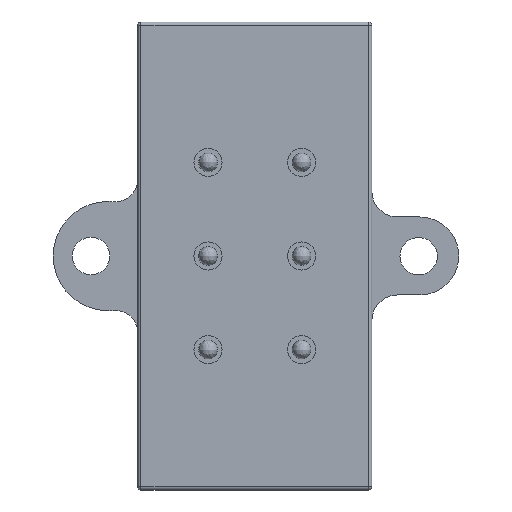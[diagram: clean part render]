
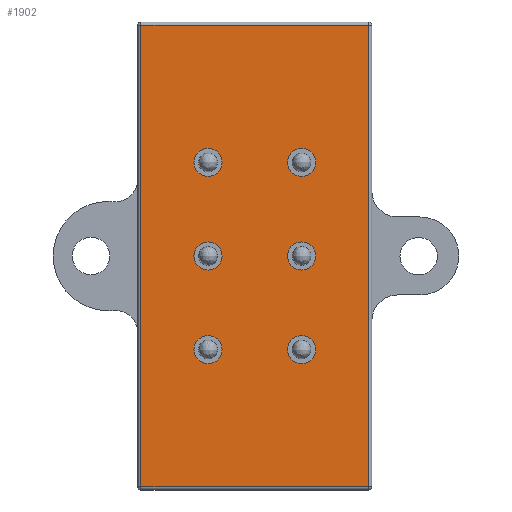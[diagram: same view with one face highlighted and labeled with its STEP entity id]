
A CAD part, front view. The second image highlights one B-rep face of the part: STEP entity #1902.
In plain terms, the highlighted planar face has unit normal (0, -1, 0).
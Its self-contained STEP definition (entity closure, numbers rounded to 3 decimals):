
#31 = CARTESIAN_POINT ( 'NONE',  ( 3., 0., -6.9 ) ) ;
#32 = ORIENTED_EDGE ( 'NONE', *, *, #9993, .F. ) ;
#129 = EDGE_LOOP ( 'NONE', ( #13006, #10628 ) ) ;
#438 = CIRCLE ( 'NONE', #11141, 0.9 ) ;
#557 = DIRECTION ( 'NONE',  ( 1., 0., 0. ) ) ;
#655 = DIRECTION ( 'NONE',  ( 0., 0., -1. ) ) ;
#668 = VERTEX_POINT ( 'NONE', #3876 ) ;
#674 = CARTESIAN_POINT ( 'NONE',  ( 3., 0., 0. ) ) ;
#738 = DIRECTION ( 'NONE',  ( 0., 0., -1. ) ) ;
#841 = VECTOR ( 'NONE', #2123, 1000. ) ;
#874 = EDGE_CURVE ( 'NONE', #668, #3784, #2131, .T. ) ;
#888 = DIRECTION ( 'NONE',  ( 0., -1., 0. ) ) ;
#950 = FACE_OUTER_BOUND ( 'NONE', #2701, .T. ) ;
#1020 = PLANE ( 'NONE',  #14296 ) ;
#1369 = DIRECTION ( 'NONE',  ( 0., -1., 0. ) ) ;
#1575 = CIRCLE ( 'NONE', #11793, 0.9 ) ;
#1681 = VERTEX_POINT ( 'NONE', #6108 ) ;
#1753 = LINE ( 'NONE', #6070, #11492 ) ;
#1759 = VERTEX_POINT ( 'NONE', #12925 ) ;
#1774 = CARTESIAN_POINT ( 'NONE',  ( 3., 0., -6. ) ) ;
#1883 = VERTEX_POINT ( 'NONE', #12188 ) ;
#1902 = ADVANCED_FACE ( 'NONE', ( #950, #5488, #10035, #3267, #13434, #7826, #12334 ), #1020, .F. ) ;
#1945 = CARTESIAN_POINT ( 'NONE',  ( -3., 0., 6. ) ) ;
#2026 = DIRECTION ( 'NONE',  ( 0., -1., 0. ) ) ;
#2057 = LINE ( 'NONE', #8890, #841 ) ;
#2106 = EDGE_CURVE ( 'NONE', #3784, #668, #12193, .T. ) ;
#2123 = DIRECTION ( 'NONE',  ( 0., 0., 1. ) ) ;
#2131 = CIRCLE ( 'NONE', #12815, 0.9 ) ;
#2143 = VERTEX_POINT ( 'NONE', #4810 ) ;
#2147 = CARTESIAN_POINT ( 'NONE',  ( 0., 0., 0. ) ) ;
#2302 = CARTESIAN_POINT ( 'NONE',  ( -3., 0., -6. ) ) ;
#2379 = CARTESIAN_POINT ( 'NONE',  ( 3., 0., -0.9 ) ) ;
#2497 = CIRCLE ( 'NONE', #10828, 0.9 ) ;
#2583 = CIRCLE ( 'NONE', #10909, 0.9 ) ;
#2701 = EDGE_LOOP ( 'NONE', ( #8048, #9128, #3644, #4420 ) ) ;
#2755 = VECTOR ( 'NONE', #4335, 1000. ) ;
#2880 = VERTEX_POINT ( 'NONE', #10254 ) ;
#2946 = VERTEX_POINT ( 'NONE', #8255 ) ;
#3128 = VERTEX_POINT ( 'NONE', #5620 ) ;
#3267 = FACE_BOUND ( 'NONE', #13940, .T. ) ;
#3485 = ORIENTED_EDGE ( 'NONE', *, *, #6086, .F. ) ;
#3644 = ORIENTED_EDGE ( 'NONE', *, *, #4119, .F. ) ;
#3784 = VERTEX_POINT ( 'NONE', #6861 ) ;
#3811 = CARTESIAN_POINT ( 'NONE',  ( -3., 0., -5.1 ) ) ;
#3835 = DIRECTION ( 'NONE',  ( 0., -1., 0. ) ) ;
#3876 = CARTESIAN_POINT ( 'NONE',  ( -3., 0., -0.9 ) ) ;
#3976 = EDGE_CURVE ( 'NONE', #2880, #5733, #14448, .T. ) ;
#4009 = CARTESIAN_POINT ( 'NONE',  ( -3., 0., 5.1 ) ) ;
#4088 = DIRECTION ( 'NONE',  ( 0., 0., 1. ) ) ;
#4119 = EDGE_CURVE ( 'NONE', #1883, #1681, #1753, .T. ) ;
#4298 = CIRCLE ( 'NONE', #8602, 0.9 ) ;
#4335 = DIRECTION ( 'NONE',  ( 0., 0., -1. ) ) ;
#4420 = ORIENTED_EDGE ( 'NONE', *, *, #12688, .F. ) ;
#4684 = ORIENTED_EDGE ( 'NONE', *, *, #8733, .F. ) ;
#4703 = EDGE_CURVE ( 'NONE', #7156, #1759, #2583, .T. ) ;
#4726 = AXIS2_PLACEMENT_3D ( 'NONE', #1774, #10863, #655 ) ;
#4810 = CARTESIAN_POINT ( 'NONE',  ( -3., 0., 6.9 ) ) ;
#4891 = DIRECTION ( 'NONE',  ( 0., -1., 0. ) ) ;
#4913 = DIRECTION ( 'NONE',  ( 0., 0., -1. ) ) ;
#4926 = CIRCLE ( 'NONE', #8743, 0.9 ) ;
#5023 = DIRECTION ( 'NONE',  ( 0., 0., -1. ) ) ;
#5100 = CARTESIAN_POINT ( 'NONE',  ( 3., 0., 6. ) ) ;
#5311 = DIRECTION ( 'NONE',  ( 0., 0., -1. ) ) ;
#5488 = FACE_BOUND ( 'NONE', #7039, .T. ) ;
#5499 = VERTEX_POINT ( 'NONE', #4009 ) ;
#5620 = CARTESIAN_POINT ( 'NONE',  ( 3., 0., -5.1 ) ) ;
#5627 = ORIENTED_EDGE ( 'NONE', *, *, #8259, .F. ) ;
#5733 = VERTEX_POINT ( 'NONE', #11352 ) ;
#5779 = AXIS2_PLACEMENT_3D ( 'NONE', #1945, #2026, #6502 ) ;
#5861 = CARTESIAN_POINT ( 'NONE',  ( -3., 0., 0. ) ) ;
#6034 = CARTESIAN_POINT ( 'NONE',  ( 3., 0., 6. ) ) ;
#6070 = CARTESIAN_POINT ( 'NONE',  ( 0., 0., 14.8 ) ) ;
#6086 = EDGE_CURVE ( 'NONE', #2143, #5499, #8423, .T. ) ;
#6108 = CARTESIAN_POINT ( 'NONE',  ( 7.3, 0., 14.8 ) ) ;
#6274 = CARTESIAN_POINT ( 'NONE',  ( 3., 0., 5.1 ) ) ;
#6502 = DIRECTION ( 'NONE',  ( 0., 0., -1. ) ) ;
#6703 = DIRECTION ( 'NONE',  ( 0., 1., 0. ) ) ;
#6767 = DIRECTION ( 'NONE',  ( -1., 0., 0. ) ) ;
#6861 = CARTESIAN_POINT ( 'NONE',  ( -3., 0., 0.9 ) ) ;
#7039 = EDGE_LOOP ( 'NONE', ( #10008, #13999 ) ) ;
#7059 = CARTESIAN_POINT ( 'NONE',  ( 3., 0., 6.9 ) ) ;
#7063 = CARTESIAN_POINT ( 'NONE',  ( -3., 0., 0. ) ) ;
#7156 = VERTEX_POINT ( 'NONE', #2379 ) ;
#7301 = EDGE_LOOP ( 'NONE', ( #8091, #3485 ) ) ;
#7375 = CARTESIAN_POINT ( 'NONE',  ( 3., 0., 0. ) ) ;
#7582 = DIRECTION ( 'NONE',  ( 0., 0., -1. ) ) ;
#7604 = CIRCLE ( 'NONE', #4726, 0.9 ) ;
#7619 = EDGE_CURVE ( 'NONE', #2946, #10498, #7998, .T. ) ;
#7723 = DIRECTION ( 'NONE',  ( 0., 0., -1. ) ) ;
#7799 = CARTESIAN_POINT ( 'NONE',  ( 7.3, 0., 0. ) ) ;
#7826 = FACE_BOUND ( 'NONE', #9851, .T. ) ;
#7998 = CIRCLE ( 'NONE', #14594, 0.9 ) ;
#8048 = ORIENTED_EDGE ( 'NONE', *, *, #3976, .F. ) ;
#8076 = ORIENTED_EDGE ( 'NONE', *, *, #7619, .F. ) ;
#8090 = DIRECTION ( 'NONE',  ( 0., 0., -1. ) ) ;
#8091 = ORIENTED_EDGE ( 'NONE', *, *, #12877, .F. ) ;
#8255 = CARTESIAN_POINT ( 'NONE',  ( -3., 0., -6.9 ) ) ;
#8259 = EDGE_CURVE ( 'NONE', #10498, #2946, #12010, .T. ) ;
#8423 = CIRCLE ( 'NONE', #5779, 0.9 ) ;
#8541 = CARTESIAN_POINT ( 'NONE',  ( 3., 0., -6. ) ) ;
#8602 = AXIS2_PLACEMENT_3D ( 'NONE', #6034, #10597, #4913 ) ;
#8678 = DIRECTION ( 'NONE',  ( 0., -1., 0. ) ) ;
#8733 = EDGE_CURVE ( 'NONE', #3128, #12119, #1575, .T. ) ;
#8743 = AXIS2_PLACEMENT_3D ( 'NONE', #5100, #8817, #7723 ) ;
#8817 = DIRECTION ( 'NONE',  ( 0., -1., 0. ) ) ;
#8868 = ORIENTED_EDGE ( 'NONE', *, *, #9309, .F. ) ;
#8890 = CARTESIAN_POINT ( 'NONE',  ( -7.3, 0., 0. ) ) ;
#9128 = ORIENTED_EDGE ( 'NONE', *, *, #12723, .F. ) ;
#9309 = EDGE_CURVE ( 'NONE', #14177, #14162, #4926, .T. ) ;
#9373 = DIRECTION ( 'NONE',  ( 0., 0., -1. ) ) ;
#9634 = EDGE_CURVE ( 'NONE', #1759, #7156, #438, .T. ) ;
#9851 = EDGE_LOOP ( 'NONE', ( #8868, #11042 ) ) ;
#9993 = EDGE_CURVE ( 'NONE', #12119, #3128, #7604, .T. ) ;
#10008 = ORIENTED_EDGE ( 'NONE', *, *, #874, .F. ) ;
#10035 = FACE_BOUND ( 'NONE', #7301, .T. ) ;
#10254 = CARTESIAN_POINT ( 'NONE',  ( 7.3, 0., -14.8 ) ) ;
#10346 = AXIS2_PLACEMENT_3D ( 'NONE', #2302, #12627, #14543 ) ;
#10472 = EDGE_CURVE ( 'NONE', #14162, #14177, #4298, .T. ) ;
#10486 = DIRECTION ( 'NONE',  ( 0., -1., 0. ) ) ;
#10498 = VERTEX_POINT ( 'NONE', #3811 ) ;
#10597 = DIRECTION ( 'NONE',  ( 0., -1., 0. ) ) ;
#10628 = ORIENTED_EDGE ( 'NONE', *, *, #9634, .F. ) ;
#10828 = AXIS2_PLACEMENT_3D ( 'NONE', #13921, #1369, #8090 ) ;
#10863 = DIRECTION ( 'NONE',  ( 0., -1., 0. ) ) ;
#10909 = AXIS2_PLACEMENT_3D ( 'NONE', #7375, #12761, #5023 ) ;
#10979 = AXIS2_PLACEMENT_3D ( 'NONE', #5861, #4891, #5311 ) ;
#11042 = ORIENTED_EDGE ( 'NONE', *, *, #10472, .F. ) ;
#11132 = LINE ( 'NONE', #7799, #2755 ) ;
#11141 = AXIS2_PLACEMENT_3D ( 'NONE', #674, #888, #738 ) ;
#11352 = CARTESIAN_POINT ( 'NONE',  ( -7.3, 0., -14.8 ) ) ;
#11492 = VECTOR ( 'NONE', #557, 1000. ) ;
#11571 = DIRECTION ( 'NONE',  ( 0., 0., -1. ) ) ;
#11742 = CARTESIAN_POINT ( 'NONE',  ( -3., 0., -6. ) ) ;
#11793 = AXIS2_PLACEMENT_3D ( 'NONE', #8541, #8678, #7582 ) ;
#12010 = CIRCLE ( 'NONE', #10346, 0.9 ) ;
#12119 = VERTEX_POINT ( 'NONE', #31 ) ;
#12188 = CARTESIAN_POINT ( 'NONE',  ( -7.3, 0., 14.8 ) ) ;
#12193 = CIRCLE ( 'NONE', #10979, 0.9 ) ;
#12334 = FACE_BOUND ( 'NONE', #13882, .T. ) ;
#12382 = CARTESIAN_POINT ( 'NONE',  ( 0., 0., -14.8 ) ) ;
#12627 = DIRECTION ( 'NONE',  ( 0., -1., 0. ) ) ;
#12688 = EDGE_CURVE ( 'NONE', #5733, #1883, #2057, .T. ) ;
#12723 = EDGE_CURVE ( 'NONE', #1681, #2880, #11132, .T. ) ;
#12761 = DIRECTION ( 'NONE',  ( 0., -1., 0. ) ) ;
#12815 = AXIS2_PLACEMENT_3D ( 'NONE', #7063, #3835, #11571 ) ;
#12877 = EDGE_CURVE ( 'NONE', #5499, #2143, #2497, .T. ) ;
#12925 = CARTESIAN_POINT ( 'NONE',  ( 3., 0., 0.9 ) ) ;
#13006 = ORIENTED_EDGE ( 'NONE', *, *, #4703, .F. ) ;
#13124 = VECTOR ( 'NONE', #6767, 1000. ) ;
#13434 = FACE_BOUND ( 'NONE', #129, .T. ) ;
#13882 = EDGE_LOOP ( 'NONE', ( #8076, #5627 ) ) ;
#13921 = CARTESIAN_POINT ( 'NONE',  ( -3., 0., 6. ) ) ;
#13940 = EDGE_LOOP ( 'NONE', ( #32, #4684 ) ) ;
#13999 = ORIENTED_EDGE ( 'NONE', *, *, #2106, .F. ) ;
#14162 = VERTEX_POINT ( 'NONE', #7059 ) ;
#14177 = VERTEX_POINT ( 'NONE', #6274 ) ;
#14296 = AXIS2_PLACEMENT_3D ( 'NONE', #2147, #6703, #4088 ) ;
#14448 = LINE ( 'NONE', #12382, #13124 ) ;
#14543 = DIRECTION ( 'NONE',  ( 0., 0., -1. ) ) ;
#14594 = AXIS2_PLACEMENT_3D ( 'NONE', #11742, #10486, #9373 ) ;
